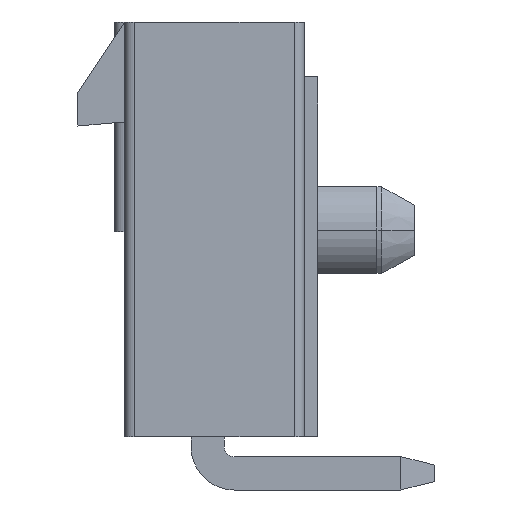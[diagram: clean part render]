
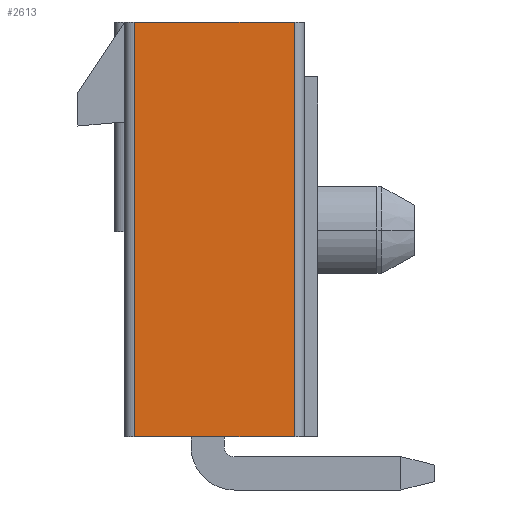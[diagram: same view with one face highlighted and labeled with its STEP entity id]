
A CAD part, left-side view. The second image highlights one B-rep face of the part: STEP entity #2613.
In plain terms, the highlighted planar face has unit normal (-1, 0, 0).
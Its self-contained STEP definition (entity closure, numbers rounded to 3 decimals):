
#1473 = PLANE('',#1474);
#1474 = AXIS2_PLACEMENT_3D('',#1475,#1476,#1477);
#1475 = CARTESIAN_POINT('',(0.,0.,0.));
#1476 = DIRECTION('',(0.,0.,-1.));
#1477 = DIRECTION('',(0.,-1.,0.));
#1498 = VERTEX_POINT('',#1499);
#1499 = CARTESIAN_POINT('',(-6.9,5.5,0.));
#1518 = CYLINDRICAL_SURFACE('',#1519,0.3);
#1519 = AXIS2_PLACEMENT_3D('',#1520,#1521,#1522);
#1520 = CARTESIAN_POINT('',(-6.6,5.5,-12.466));
#1521 = DIRECTION('',(-0.,0.,-1.));
#1522 = DIRECTION('',(-1.,0.,0.));
#1530 = EDGE_CURVE('',#1531,#1498,#1533,.T.);
#1531 = VERTEX_POINT('',#1532);
#1532 = CARTESIAN_POINT('',(-6.9,0.7,0.));
#1533 = SURFACE_CURVE('',#1534,(#1538,#1545),.PCURVE_S1.);
#1534 = LINE('',#1535,#1536);
#1535 = CARTESIAN_POINT('',(-6.9,0.7,0.));
#1536 = VECTOR('',#1537,1.);
#1537 = DIRECTION('',(0.,1.,0.));
#1538 = PCURVE('',#1473,#1539);
#1539 = DEFINITIONAL_REPRESENTATION('',(#1540),#1544);
#1540 = LINE('',#1541,#1542);
#1541 = CARTESIAN_POINT('',(-0.7,6.9));
#1542 = VECTOR('',#1543,1.);
#1543 = DIRECTION('',(-1.,-0.));
#1544 = ( GEOMETRIC_REPRESENTATION_CONTEXT(2) 
PARAMETRIC_REPRESENTATION_CONTEXT() REPRESENTATION_CONTEXT('2D SPACE',''
  ) );
#1545 = PCURVE('',#1546,#1551);
#1546 = PLANE('',#1547);
#1547 = AXIS2_PLACEMENT_3D('',#1548,#1549,#1550);
#1548 = CARTESIAN_POINT('',(-6.9,0.4,0.));
#1549 = DIRECTION('',(-1.,0.,0.));
#1550 = DIRECTION('',(0.,0.,1.));
#1551 = DEFINITIONAL_REPRESENTATION('',(#1552),#1556);
#1552 = LINE('',#1553,#1554);
#1553 = CARTESIAN_POINT('',(0.,0.3));
#1554 = VECTOR('',#1555,1.);
#1555 = DIRECTION('',(0.,1.));
#1556 = ( GEOMETRIC_REPRESENTATION_CONTEXT(2) 
PARAMETRIC_REPRESENTATION_CONTEXT() REPRESENTATION_CONTEXT('2D SPACE',''
  ) );
#1579 = CYLINDRICAL_SURFACE('',#1580,0.3);
#1580 = AXIS2_PLACEMENT_3D('',#1581,#1582,#1583);
#1581 = CARTESIAN_POINT('',(-6.6,0.7,-12.466));
#1582 = DIRECTION('',(0.,-0.,-1.));
#1583 = DIRECTION('',(0.,-1.,0.));
#2529 = PLANE('',#2530);
#2530 = AXIS2_PLACEMENT_3D('',#2531,#2532,#2533);
#2531 = CARTESIAN_POINT('',(0.,0.,-12.45));
#2532 = DIRECTION('',(0.,0.,-1.));
#2533 = DIRECTION('',(0.,-1.,0.));
#2568 = VERTEX_POINT('',#2569);
#2569 = CARTESIAN_POINT('',(-6.9,5.5,-12.45));
#2591 = EDGE_CURVE('',#2568,#1498,#2592,.T.);
#2592 = SURFACE_CURVE('',#2593,(#2597,#2604),.PCURVE_S1.);
#2593 = LINE('',#2594,#2595);
#2594 = CARTESIAN_POINT('',(-6.9,5.5,-12.45));
#2595 = VECTOR('',#2596,1.);
#2596 = DIRECTION('',(0.,0.,1.));
#2597 = PCURVE('',#1518,#2598);
#2598 = DEFINITIONAL_REPRESENTATION('',(#2599),#2603);
#2599 = LINE('',#2600,#2601);
#2600 = CARTESIAN_POINT('',(0.,-0.016));
#2601 = VECTOR('',#2602,1.);
#2602 = DIRECTION('',(0.,-1.));
#2603 = ( GEOMETRIC_REPRESENTATION_CONTEXT(2) 
PARAMETRIC_REPRESENTATION_CONTEXT() REPRESENTATION_CONTEXT('2D SPACE',''
  ) );
#2604 = PCURVE('',#1546,#2605);
#2605 = DEFINITIONAL_REPRESENTATION('',(#2606),#2610);
#2606 = LINE('',#2607,#2608);
#2607 = CARTESIAN_POINT('',(-12.45,5.1));
#2608 = VECTOR('',#2609,1.);
#2609 = DIRECTION('',(1.,0.));
#2610 = ( GEOMETRIC_REPRESENTATION_CONTEXT(2) 
PARAMETRIC_REPRESENTATION_CONTEXT() REPRESENTATION_CONTEXT('2D SPACE',''
  ) );
#2613 = ADVANCED_FACE('',(#2614),#1546,.T.);
#2614 = FACE_BOUND('',#2615,.T.);
#2615 = EDGE_LOOP('',(#2616,#2639,#2660,#2661));
#2616 = ORIENTED_EDGE('',*,*,#2617,.F.);
#2617 = EDGE_CURVE('',#2618,#2568,#2620,.T.);
#2618 = VERTEX_POINT('',#2619);
#2619 = CARTESIAN_POINT('',(-6.9,0.7,-12.45));
#2620 = SURFACE_CURVE('',#2621,(#2625,#2632),.PCURVE_S1.);
#2621 = LINE('',#2622,#2623);
#2622 = CARTESIAN_POINT('',(-6.9,0.7,-12.45));
#2623 = VECTOR('',#2624,1.);
#2624 = DIRECTION('',(0.,1.,0.));
#2625 = PCURVE('',#1546,#2626);
#2626 = DEFINITIONAL_REPRESENTATION('',(#2627),#2631);
#2627 = LINE('',#2628,#2629);
#2628 = CARTESIAN_POINT('',(-12.45,0.3));
#2629 = VECTOR('',#2630,1.);
#2630 = DIRECTION('',(0.,1.));
#2631 = ( GEOMETRIC_REPRESENTATION_CONTEXT(2) 
PARAMETRIC_REPRESENTATION_CONTEXT() REPRESENTATION_CONTEXT('2D SPACE',''
  ) );
#2632 = PCURVE('',#2529,#2633);
#2633 = DEFINITIONAL_REPRESENTATION('',(#2634),#2638);
#2634 = LINE('',#2635,#2636);
#2635 = CARTESIAN_POINT('',(-0.7,6.9));
#2636 = VECTOR('',#2637,1.);
#2637 = DIRECTION('',(-1.,-0.));
#2638 = ( GEOMETRIC_REPRESENTATION_CONTEXT(2) 
PARAMETRIC_REPRESENTATION_CONTEXT() REPRESENTATION_CONTEXT('2D SPACE',''
  ) );
#2639 = ORIENTED_EDGE('',*,*,#2640,.T.);
#2640 = EDGE_CURVE('',#2618,#1531,#2641,.T.);
#2641 = SURFACE_CURVE('',#2642,(#2646,#2653),.PCURVE_S1.);
#2642 = LINE('',#2643,#2644);
#2643 = CARTESIAN_POINT('',(-6.9,0.7,-12.45));
#2644 = VECTOR('',#2645,1.);
#2645 = DIRECTION('',(0.,0.,1.));
#2646 = PCURVE('',#1546,#2647);
#2647 = DEFINITIONAL_REPRESENTATION('',(#2648),#2652);
#2648 = LINE('',#2649,#2650);
#2649 = CARTESIAN_POINT('',(-12.45,0.3));
#2650 = VECTOR('',#2651,1.);
#2651 = DIRECTION('',(1.,0.));
#2652 = ( GEOMETRIC_REPRESENTATION_CONTEXT(2) 
PARAMETRIC_REPRESENTATION_CONTEXT() REPRESENTATION_CONTEXT('2D SPACE',''
  ) );
#2653 = PCURVE('',#1579,#2654);
#2654 = DEFINITIONAL_REPRESENTATION('',(#2655),#2659);
#2655 = LINE('',#2656,#2657);
#2656 = CARTESIAN_POINT('',(1.571,-0.016));
#2657 = VECTOR('',#2658,1.);
#2658 = DIRECTION('',(0.,-1.));
#2659 = ( GEOMETRIC_REPRESENTATION_CONTEXT(2) 
PARAMETRIC_REPRESENTATION_CONTEXT() REPRESENTATION_CONTEXT('2D SPACE',''
  ) );
#2660 = ORIENTED_EDGE('',*,*,#1530,.T.);
#2661 = ORIENTED_EDGE('',*,*,#2591,.F.);
